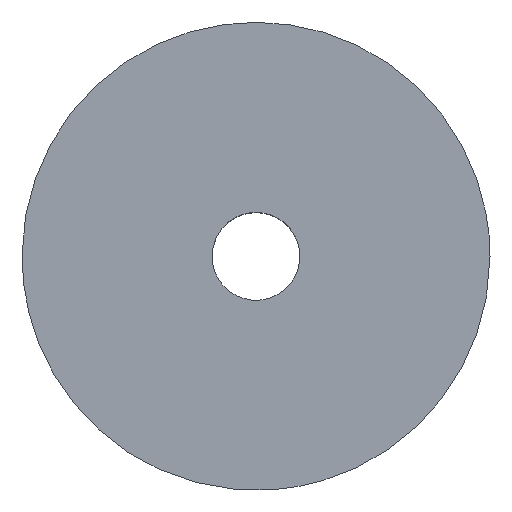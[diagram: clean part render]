
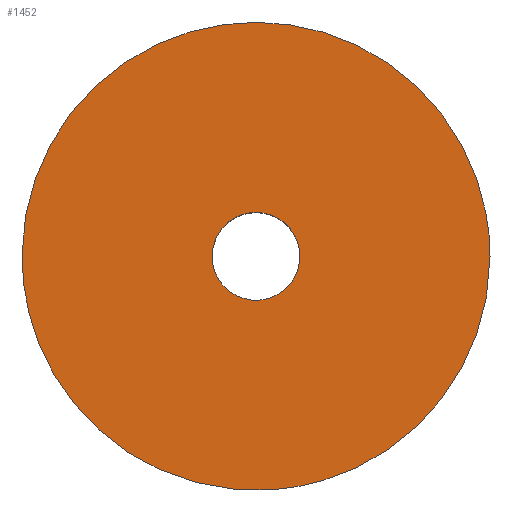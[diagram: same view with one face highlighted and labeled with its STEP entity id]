
A CAD part, top view. The second image highlights one B-rep face of the part: STEP entity #1452.
In plain terms, the highlighted free-form (B-spline) face has degree [1, 1] with [2, 2] control points.
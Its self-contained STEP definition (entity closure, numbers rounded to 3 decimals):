
#526=CARTESIAN_POINT('',(0.628,-7.975,10.));
#527=VERTEX_POINT('',#526);
#533=CARTESIAN_POINT('',(-7.439,-2.943,10.));
#534=VERTEX_POINT('',#533);
#535=CARTESIAN_POINT('',(0.628,-7.975,10.));
#536=CARTESIAN_POINT('',(0.314,-8.,10.));
#537=CARTESIAN_POINT('',(0.,-8.,10.));
#538=CARTESIAN_POINT('',(-5.438,-8.,10.));
#539=CARTESIAN_POINT('',(-7.439,-2.943,10.));
#547=(BOUNDED_CURVE()B_SPLINE_CURVE(2,(#535,#536,#537,#538,#539),.UNSPECIFIED.,.F.,.U.)B_SPLINE_CURVE_WITH_KNOTS((3,2,3),(0.736,0.75,0.938),.UNSPECIFIED.)CURVE()GEOMETRIC_REPRESENTATION_ITEM()RATIONAL_B_SPLINE_CURVE((0.97,0.984,1.0,0.78,0.89))REPRESENTATION_ITEM(''));
#548=EDGE_CURVE('',#527,#534,#547,.T.);
#600=CARTESIAN_POINT('',(-8.0,0.0,10.0));
#601=VERTEX_POINT('',#600);
#602=CARTESIAN_POINT('',(-7.439,-2.943,10.));
#603=CARTESIAN_POINT('',(-8.,-1.525,10.));
#604=CARTESIAN_POINT('',(-8.0,0.0,10.0));
#612=(BOUNDED_CURVE()B_SPLINE_CURVE(2,(#602,#603,#604),.UNSPECIFIED.,.F.,.U.)B_SPLINE_CURVE_WITH_KNOTS((3,3),(0.938,1.0),.UNSPECIFIED.)CURVE()GEOMETRIC_REPRESENTATION_ITEM()RATIONAL_B_SPLINE_CURVE((0.89,0.927,1.0))REPRESENTATION_ITEM(''));
#613=EDGE_CURVE('',#534,#601,#612,.T.);
#615=CARTESIAN_POINT('',(8.0,0.0,10.0));
#616=VERTEX_POINT('',#615);
#617=CARTESIAN_POINT('',(-8.0,0.0,10.0));
#618=CARTESIAN_POINT('',(-8.0,8.0,10.));
#619=CARTESIAN_POINT('',(0.0,8.0,10.0));
#620=CARTESIAN_POINT('',(8.0,8.0,10.));
#621=CARTESIAN_POINT('',(8.0,0.0,10.0));
#629=(BOUNDED_CURVE()B_SPLINE_CURVE(2,(#617,#618,#619,#620,#621),.UNSPECIFIED.,.F.,.U.)B_SPLINE_CURVE_WITH_KNOTS((3,2,3),(0.0,0.25,0.5),.UNSPECIFIED.)CURVE()GEOMETRIC_REPRESENTATION_ITEM()RATIONAL_B_SPLINE_CURVE((1.0,0.707,1.0,0.707,1.0))REPRESENTATION_ITEM(''));
#630=EDGE_CURVE('',#601,#616,#629,.T.);
#632=CARTESIAN_POINT('',(8.0,0.0,10.0));
#633=CARTESIAN_POINT('',(8.,-7.395,10.));
#634=CARTESIAN_POINT('',(0.628,-7.975,10.));
#642=(BOUNDED_CURVE()B_SPLINE_CURVE(2,(#632,#633,#634),.UNSPECIFIED.,.F.,.U.)B_SPLINE_CURVE_WITH_KNOTS((3,3),(0.5,0.736),.UNSPECIFIED.)CURVE()GEOMETRIC_REPRESENTATION_ITEM()RATIONAL_B_SPLINE_CURVE((1.0,0.723,0.97))REPRESENTATION_ITEM(''));
#643=EDGE_CURVE('',#616,#527,#642,.T.);
#731=CARTESIAN_POINT('',(-0.177,1.49,10.0));
#732=VERTEX_POINT('',#731);
#733=CARTESIAN_POINT('',(1.5,0.0,10.0));
#734=VERTEX_POINT('',#733);
#735=CARTESIAN_POINT('',(-0.177,1.49,10.0));
#736=CARTESIAN_POINT('',(-0.089,1.5,10.));
#737=CARTESIAN_POINT('',(0.0,1.5,10.0));
#738=CARTESIAN_POINT('',(1.5,1.5,10.));
#739=CARTESIAN_POINT('',(1.5,0.0,10.0));
#747=(BOUNDED_CURVE()B_SPLINE_CURVE(2,(#735,#736,#737,#738,#739),.UNSPECIFIED.,.F.,.U.)B_SPLINE_CURVE_WITH_KNOTS((3,2,3),(0.23,0.25,0.5),.UNSPECIFIED.)CURVE()GEOMETRIC_REPRESENTATION_ITEM()RATIONAL_B_SPLINE_CURVE((0.956,0.976,1.0,0.707,1.0))REPRESENTATION_ITEM(''));
#748=EDGE_CURVE('',#732,#734,#747,.T.);
#789=CARTESIAN_POINT('',(0.092,-1.497,10.0));
#790=VERTEX_POINT('',#789);
#796=CARTESIAN_POINT('',(1.5,0.0,10.0));
#797=CARTESIAN_POINT('',(1.5,-1.411,10.));
#798=CARTESIAN_POINT('',(0.092,-1.497,10.0));
#806=(BOUNDED_CURVE()B_SPLINE_CURVE(2,(#796,#797,#798),.UNSPECIFIED.,.F.,.U.)B_SPLINE_CURVE_WITH_KNOTS((3,3),(0.5,0.739),.UNSPECIFIED.)CURVE()GEOMETRIC_REPRESENTATION_ITEM()RATIONAL_B_SPLINE_CURVE((1.0,0.72,0.976))REPRESENTATION_ITEM(''));
#807=EDGE_CURVE('',#734,#790,#806,.T.);
#830=CARTESIAN_POINT('',(-1.5,0.0,10.0));
#831=VERTEX_POINT('',#830);
#832=CARTESIAN_POINT('',(-1.5,0.0,10.0));
#833=CARTESIAN_POINT('',(-1.5,1.332,10.0));
#834=CARTESIAN_POINT('',(-0.177,1.49,10.0));
#842=(BOUNDED_CURVE()B_SPLINE_CURVE(2,(#832,#833,#834),.UNSPECIFIED.,.F.,.U.)B_SPLINE_CURVE_WITH_KNOTS((3,3),(0.0,0.23),.UNSPECIFIED.)CURVE()GEOMETRIC_REPRESENTATION_ITEM()RATIONAL_B_SPLINE_CURVE((1.0,0.731,0.956))REPRESENTATION_ITEM(''));
#843=EDGE_CURVE('',#831,#732,#842,.T.);
#845=CARTESIAN_POINT('',(0.092,-1.497,10.0));
#846=CARTESIAN_POINT('',(0.046,-1.5,10.));
#847=CARTESIAN_POINT('',(0.0,-1.5,10.0));
#848=CARTESIAN_POINT('',(-1.5,-1.5,10.));
#849=CARTESIAN_POINT('',(-1.5,0.0,10.0));
#857=(BOUNDED_CURVE()B_SPLINE_CURVE(2,(#845,#846,#847,#848,#849),.UNSPECIFIED.,.F.,.U.)B_SPLINE_CURVE_WITH_KNOTS((3,2,3),(0.739,0.75,1.0),.UNSPECIFIED.)CURVE()GEOMETRIC_REPRESENTATION_ITEM()RATIONAL_B_SPLINE_CURVE((0.976,0.988,1.0,0.707,1.0))REPRESENTATION_ITEM(''));
#858=EDGE_CURVE('',#790,#831,#857,.T.);
#1435=CARTESIAN_POINT('',(8.799,-8.799,10.0));
#1436=CARTESIAN_POINT('',(-8.799,-8.799,10.0));
#1437=CARTESIAN_POINT('',(8.799,8.799,10.0));
#1438=CARTESIAN_POINT('',(-8.799,8.799,10.0));
#1439=B_SPLINE_SURFACE_WITH_KNOTS('',1,1,((#1435,#1437),(#1436,#1438)),.UNSPECIFIED.,.F.,.F.,.U.,(2,2),(2,2),(0.0,17.598),(0.0,17.598),.UNSPECIFIED.);
#1440=ORIENTED_EDGE('',*,*,#613,.F.);
#1441=ORIENTED_EDGE('',*,*,#548,.F.);
#1442=ORIENTED_EDGE('',*,*,#643,.F.);
#1443=ORIENTED_EDGE('',*,*,#630,.F.);
#1444=EDGE_LOOP('',(#1440,#1441,#1442,#1443));
#1445=FACE_OUTER_BOUND('',#1444,.T.);
#1446=ORIENTED_EDGE('',*,*,#807,.T.);
#1447=ORIENTED_EDGE('',*,*,#858,.T.);
#1448=ORIENTED_EDGE('',*,*,#843,.T.);
#1449=ORIENTED_EDGE('',*,*,#748,.T.);
#1450=EDGE_LOOP('',(#1446,#1447,#1448,#1449));
#1451=FACE_BOUND('',#1450,.T.);
#1452=ADVANCED_FACE('',(#1445,#1451),#1439,.F.);
